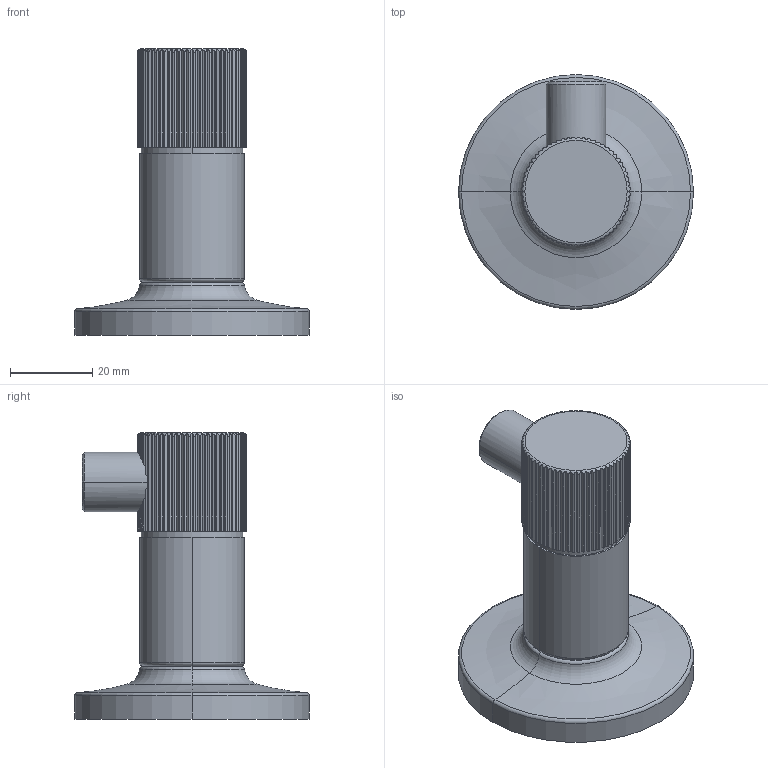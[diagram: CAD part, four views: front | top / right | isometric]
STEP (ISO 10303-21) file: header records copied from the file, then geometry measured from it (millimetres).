
FILE_DESCRIPTION((''),'2;1');
FILE_NAME('3230-1650','2022-06-28T16:57:31',('rsmith'),(''),'CREO PARAMETRIC BY PTC INC, 2019352','CREO PARAMETRIC BY PTC INC, 2019352','');
FILE_SCHEMA(('CONFIG_CONTROL_DESIGN'));
Length unit declared in the file: inch
Products named in the file (1): 3230-1650
Bounding box: 57.15 x 57.15 x 69.6 mm (x, y, z)
Volume: 53352.8 mm3; surface area: 12362.5 mm2
Topology: 1 solids, 1 shells, 259 faces, 745 edges, 492 vertices
Faces by surface type: plane 159, cylinder 86, torus 10, bspline 2, cone 2
Entity records: 9298 total; most frequent: CARTESIAN_POINT 2711, ORIENTED_EDGE 1490, DIRECTION 1227, EDGE_CURVE 745, VERTEX_POINT 492, AXIS2_PLACEMENT_3D 429, VECTOR 369, LINE 369
